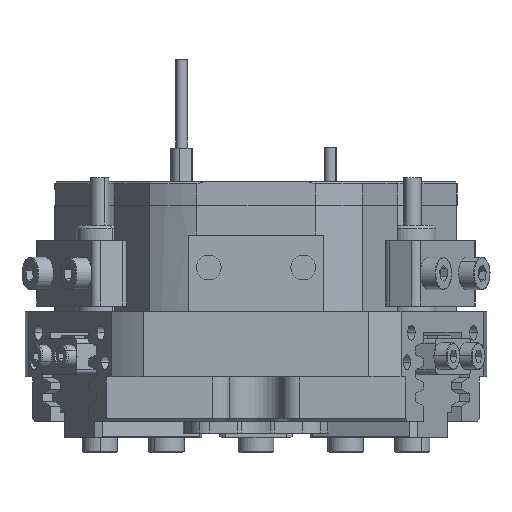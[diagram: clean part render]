
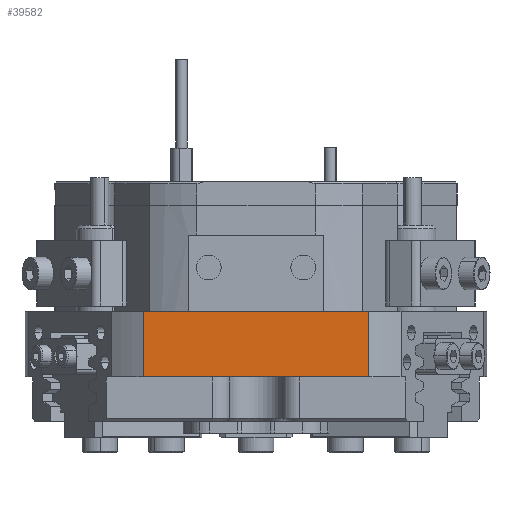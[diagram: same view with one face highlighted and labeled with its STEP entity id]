
A CAD part, front view. The second image highlights one B-rep face of the part: STEP entity #39582.
In plain terms, the highlighted planar face has unit normal (0, -1, 0).
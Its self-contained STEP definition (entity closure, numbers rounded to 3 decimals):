
#1596 = EDGE_LOOP ( 'NONE', ( #25500, #23968, #31428, #23117 ) ) ;
#3396 = CARTESIAN_POINT ( 'NONE',  ( 19.105, -34., -15. ) ) ;
#4535 = CARTESIAN_POINT ( 'NONE',  ( 19.105, -34., -7.5 ) ) ;
#6262 = EDGE_CURVE ( 'NONE', #36770, #35255, #36892, .T. ) ;
#7134 = CARTESIAN_POINT ( 'NONE',  ( -23.049, -34., 3.5 ) ) ;
#8774 = LINE ( 'NONE', #8836, #13203 ) ;
#8836 = CARTESIAN_POINT ( 'NONE',  ( -19.105, -34., -15. ) ) ;
#8959 = DIRECTION ( 'NONE',  ( 0., 0., 1. ) ) ;
#10724 = DIRECTION ( 'NONE',  ( 0., 0., 1. ) ) ;
#11545 = EDGE_CURVE ( 'NONE', #22053, #14901, #18162, .T. ) ;
#12781 = EDGE_CURVE ( 'NONE', #14901, #35255, #8774, .T. ) ;
#13203 = VECTOR ( 'NONE', #36967, 1000. ) ;
#14901 = VERTEX_POINT ( 'NONE', #32973 ) ;
#16617 = CARTESIAN_POINT ( 'NONE',  ( -19.105, -34., -7.5 ) ) ;
#18162 = LINE ( 'NONE', #7134, #23123 ) ;
#21122 = DIRECTION ( 'NONE',  ( -1., 0., 0. ) ) ;
#22053 = VERTEX_POINT ( 'NONE', #38372 ) ;
#22955 = PLANE ( 'NONE',  #24378 ) ;
#23117 = ORIENTED_EDGE ( 'NONE', *, *, #12781, .T. ) ;
#23123 = VECTOR ( 'NONE', #21122, 1000. ) ;
#23968 = ORIENTED_EDGE ( 'NONE', *, *, #43748, .T. ) ;
#24378 = AXIS2_PLACEMENT_3D ( 'NONE', #37083, #40604, #8959 ) ;
#25500 = ORIENTED_EDGE ( 'NONE', *, *, #6262, .F. ) ;
#27556 = VECTOR ( 'NONE', #39879, 1000. ) ;
#29928 = LINE ( 'NONE', #3396, #32672 ) ;
#31428 = ORIENTED_EDGE ( 'NONE', *, *, #11545, .T. ) ;
#32672 = VECTOR ( 'NONE', #10724, 1000. ) ;
#32973 = CARTESIAN_POINT ( 'NONE',  ( -19.105, -34., 3.5 ) ) ;
#35255 = VERTEX_POINT ( 'NONE', #16617 ) ;
#36770 = VERTEX_POINT ( 'NONE', #4535 ) ;
#36892 = LINE ( 'NONE', #43099, #27556 ) ;
#36967 = DIRECTION ( 'NONE',  ( 0., 0., -1. ) ) ;
#37083 = CARTESIAN_POINT ( 'NONE',  ( -23.049, -34., -26.5 ) ) ;
#38239 = FACE_OUTER_BOUND ( 'NONE', #1596, .T. ) ;
#38372 = CARTESIAN_POINT ( 'NONE',  ( 19.105, -34., 3.5 ) ) ;
#39582 = ADVANCED_FACE ( 'NONE', ( #38239 ), #22955, .F. ) ;
#39879 = DIRECTION ( 'NONE',  ( -1., 0., 0. ) ) ;
#40604 = DIRECTION ( 'NONE',  ( 0., 1., 0. ) ) ;
#43099 = CARTESIAN_POINT ( 'NONE',  ( -23.049, -34., -7.5 ) ) ;
#43748 = EDGE_CURVE ( 'NONE', #36770, #22053, #29928, .T. ) ;
